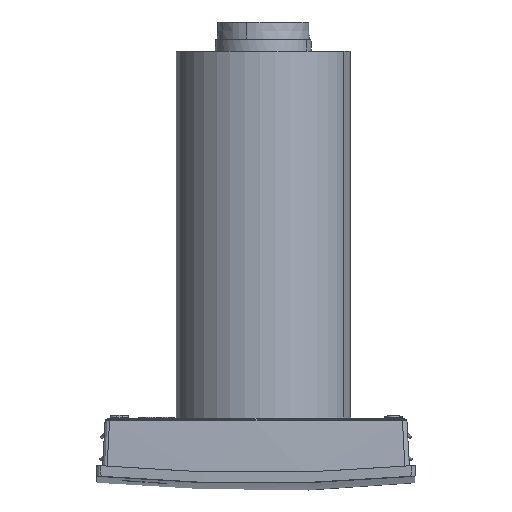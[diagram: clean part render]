
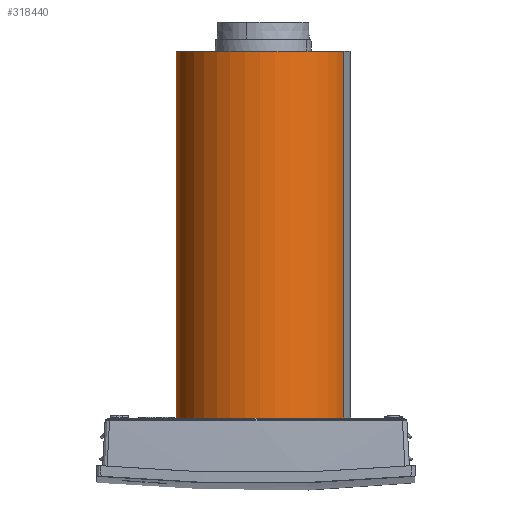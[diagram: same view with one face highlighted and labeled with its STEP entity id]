
A CAD part, front view. The second image highlights one B-rep face of the part: STEP entity #318440.
In plain terms, the highlighted cylindrical face has radius 75.25 mm (diameter 150.5 mm), a partial arc.
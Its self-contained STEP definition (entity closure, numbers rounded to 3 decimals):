
#246560=CARTESIAN_POINT('',(34.39,208.857,
-351.276));
#246570=DIRECTION('',(0.,0.,1.));
#246580=DIRECTION('',(-0.925,0.381,
0.));
#246590=AXIS2_PLACEMENT_3D('',#246560,#246570,#246580);
#246600=CIRCLE('',#246590,75.25);
#246610=CARTESIAN_POINT('',(-35.183,237.528,
-351.276));
#246620=VERTEX_POINT('',#246610);
#246630=CARTESIAN_POINT('',(103.964,180.185,
-351.276));
#246640=VERTEX_POINT('',#246630);
#246650=EDGE_CURVE('',#246620,#246640,#246600,.T.);
#304060=CARTESIAN_POINT('',(34.39,208.857,
-34.941));
#304070=DIRECTION('',(0.,0.,1.));
#304080=DIRECTION('',(-0.925,0.381,0.));
#304090=AXIS2_PLACEMENT_3D('',#304060,#304070,#304080);
#304100=CIRCLE('',#304090,75.25);
#304110=CARTESIAN_POINT('',(-35.183,237.528,
-34.941));
#304120=VERTEX_POINT('',#304110);
#304130=CARTESIAN_POINT('',(103.964,180.185,
-34.941));
#304140=VERTEX_POINT('',#304130);
#304150=EDGE_CURVE('',#304120,#304140,#304100,.T.);
#306040=CARTESIAN_POINT('',(103.964,180.185,
-188.008));
#306050=DIRECTION('',(0.,0.,1.));
#306060=VECTOR('',#306050,1.);
#306070=LINE('',#306040,#306060);
#306080=EDGE_CURVE('',#246640,#304140,#306070,.T.);
#306110=CARTESIAN_POINT('',(-35.183,237.528,
-188.008));
#306120=DIRECTION('',(0.,0.,1.));
#306130=VECTOR('',#306120,1.);
#306140=LINE('',#306110,#306130);
#306150=EDGE_CURVE('',#246620,#304120,#306140,.T.);
#318330=CARTESIAN_POINT('',(34.39,208.857,
-188.008));
#318340=DIRECTION('',(0.,0.,1.));
#318350=DIRECTION('',(-0.925,0.381,0.));
#318360=AXIS2_PLACEMENT_3D('',#318330,#318340,#318350);
#318370=CYLINDRICAL_SURFACE('',#318360,75.25);
#318380=ORIENTED_EDGE('',*,*,#304150,.F.);
#318390=ORIENTED_EDGE('',*,*,#306080,.T.);
#318400=ORIENTED_EDGE('',*,*,#246650,.T.);
#318410=ORIENTED_EDGE('',*,*,#306150,.F.);
#318420=EDGE_LOOP('',(#318410,#318400,#318390,#318380));
#318430=FACE_OUTER_BOUND('',#318420,.T.);
#318440=ADVANCED_FACE('',(#318430),#318370,.T.);
